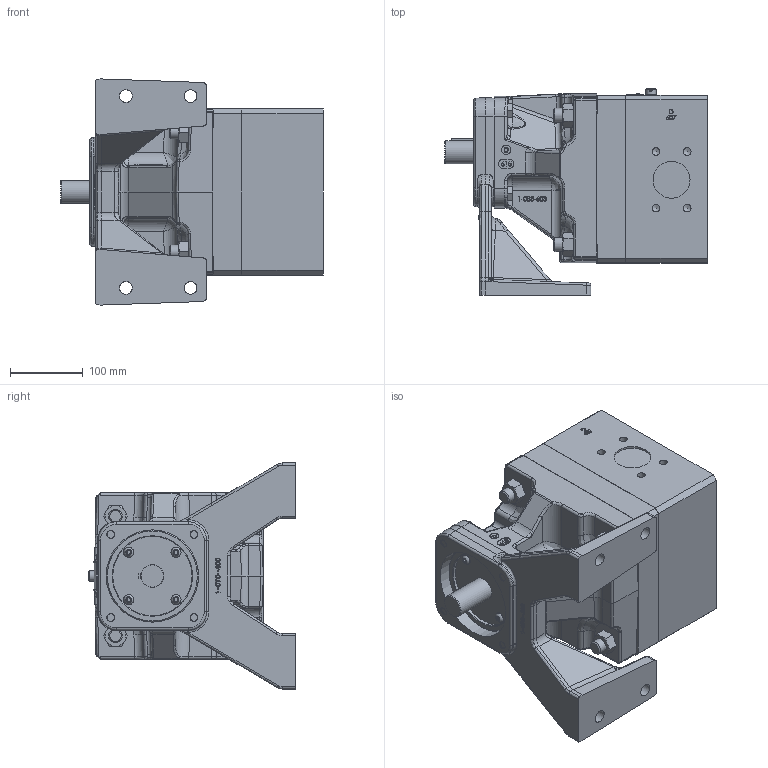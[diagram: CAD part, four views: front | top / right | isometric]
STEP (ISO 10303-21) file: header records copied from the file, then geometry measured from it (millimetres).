
FILE_DESCRIPTION (( 'STEP AP214' ), '1' );
FILE_NAME ('GPV-1415-004-U.STEP', '2016-09-27T18:14:37', ( '' ), ( '' ), 'SwSTEP 2.0', 'SolidWorks 2015', '' );
FILE_SCHEMA (( 'AUTOMOTIVE_DESIGN' ));
Length unit declared in the file: inch
Products named in the file (1): GPV-1415-004-U
Bounding box: 361.71 x 284.61 x 311.33 mm (x, y, z)
Volume: 13286201.7 mm3; surface area: 681243 mm2
Topology: 6 solids, 6 shells, 2079 faces, 5163 edges, 3303 vertices
Faces by surface type: plane 1282, bspline 434, cylinder 247, cone 89, sphere 26, torus 1
Full cylindrical faces by diameter (mm): 3.175 x2, 10.716 x12, 11.146 x6, 12.7 x6, 13.894 x4, 14.287 x4, 14.288 x1, 17.526 x4, 19.05 x8, 20.65 x4, 21.438 x4, 31.737 x1, 50.8 x2, 109.22 x1, 126.975 x1, 127.089 x1, 190.5 x2
Entity records: 181409 total; most frequent: CARTESIAN_POINT 108969, ORIENTED_EDGE 9906, DIRECTION 7775, EDGE_CURVE 4953, VECTOR 3411, LINE 3411, VERTEX_POINT 3270, EDGE_LOOP 2513
